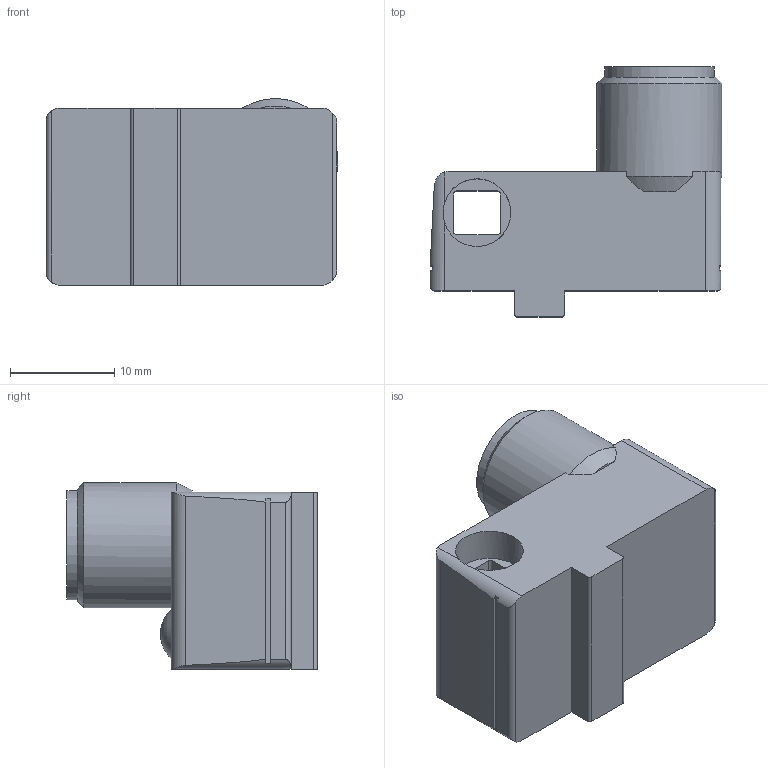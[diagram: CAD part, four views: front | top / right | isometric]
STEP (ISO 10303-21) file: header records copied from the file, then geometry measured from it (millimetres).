
FILE_DESCRIPTION(/* description */ ('STEP AP214'),/* implementation_level */ '2;1');
FILE_NAME(/* name */ '175825_SMTSO-8E-NS-M12-LED-24',/* time_stamp */ '2024-09-15T08:41:59+02:00',/* author */ ('License CC BY-ND 4.0'),/* organization */ ('CADENAS'),/* preprocessor_version */ 'ST-DEVELOPER v19.3',/* originating_system */ 'PARTsolutions',/* authorisation */ ' ');
FILE_SCHEMA (('AUTOMOTIVE_DESIGN {1 0 10303 214 3 1 1}'));
Length unit declared in the file: millimetre
Products named in the file (1): 175825 SMTSO-8E-NS-M12-LED-24
Bounding box: 28 x 24 x 17.9 mm (x, y, z)
Volume: 5939.2 mm3; surface area: 2908.9 mm2
Topology: 1 solids, 1 shells, 53 faces, 146 edges, 97 vertices
Faces by surface type: plane 29, cylinder 20, cone 3, torus 1
Full cylindrical faces by diameter (mm): 6.5 x2, 8 x1, 10.5 x1, 12 x1
Entity records: 1685 total; most frequent: CARTESIAN_POINT 333, DIRECTION 274, ORIENTED_EDGE 270, EDGE_CURVE 135, AXIS2_PLACEMENT_3D 100, VERTEX_POINT 94, LINE 74, VECTOR 74
